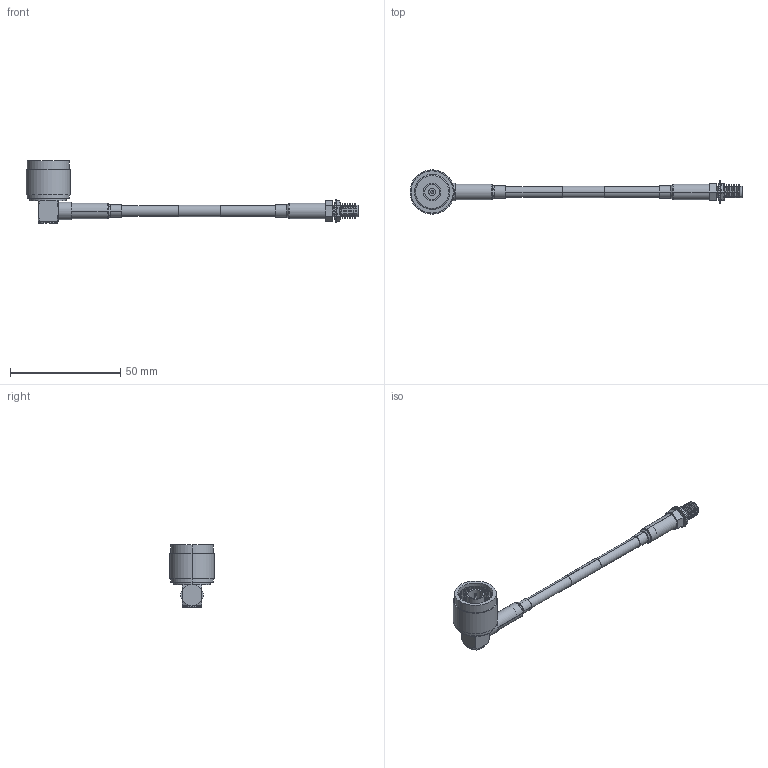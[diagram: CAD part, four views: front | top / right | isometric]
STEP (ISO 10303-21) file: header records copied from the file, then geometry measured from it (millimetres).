
FILE_DESCRIPTION (( 'STEP AP203' ), '1' );
FILE_NAME ('LCCA30698.STEP', '2020-09-24T17:13:29', ( '' ), ( '' ), 'SwSTEP 2.0', 'SolidWorks 2018', '' );
FILE_SCHEMA (( 'CONFIG_CONTROL_DESIGN' ));
Length unit declared in the file: inch
Products named in the file (14): ASF-3700-MA3; Part3^LCCA30698; ASF-3700-MA1; ASF-3700-MA5_with contours; ANM-1716-MA2; ANM-1716; RG58C-PROD; LCCA30698; ASF-3700-MA7; ASF-3700; ANM-1716-MA1; CA-195R-MA1_.195"x1"; ASF-3700-MA4
Assembly tree (14 placements, depth 3):
  LCCA30698
    RG58C-PROD
    Part3^LCCA30698
    CA-195R-MA1_.195"x1"  x2
    ASF-3700
      ASF-3700-MA1
      ASF-3700-MA3
      ASF-3700-MA7
      ASF-3700-MA4
      ASF-3700-MA5_with contours
    ANM-1716
      ANM-1716
      ANM-1716-MA1
      ANM-1716-MA2
Bounding box: 150.88 x 20.12 x 28.45 mm (x, y, z)
Volume: 7398.7 mm3; surface area: 10603.7 mm2
Topology: 12 solids, 12 shells, 562 faces, 1328 edges, 805 vertices
Faces by surface type: plane 191, cone 190, cylinder 156, torus 24, sphere 1
Entity records: 17473 total; most frequent: CARTESIAN_POINT 3362, DIRECTION 2742, ORIENTED_EDGE 2562, EDGE_CURVE 1281, AXIS2_PLACEMENT_3D 1028, VERTEX_POINT 779, VECTOR 686, LINE 686
